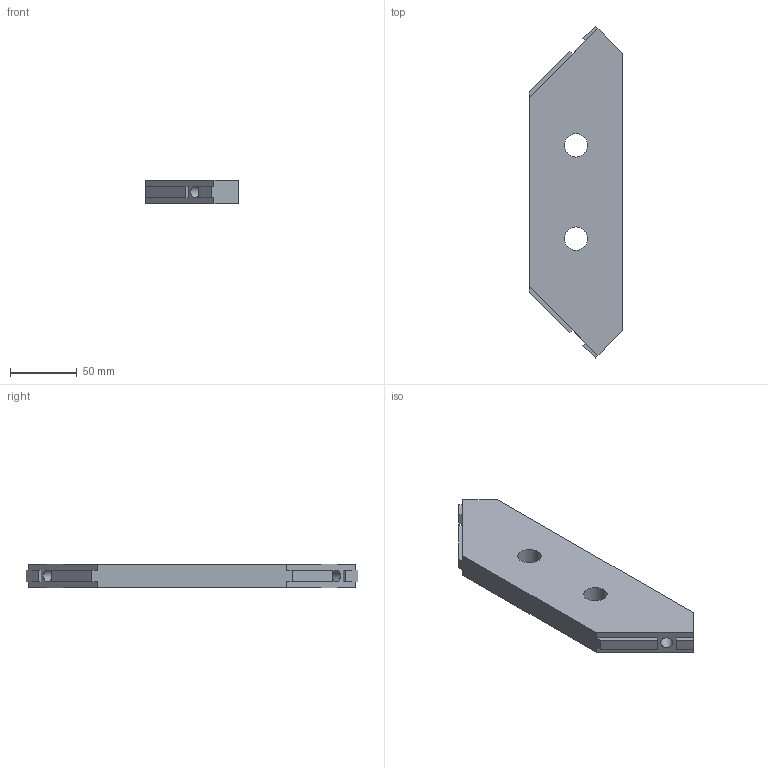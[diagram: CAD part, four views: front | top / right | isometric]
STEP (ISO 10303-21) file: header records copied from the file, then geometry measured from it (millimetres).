
FILE_DESCRIPTION(('STEP AP203'),'2;1');
FILE_NAME('30.109.00.stp','2011-03-07T09:54:41',(''),(''),'2009.3.110','THINKDESIGN','');
FILE_SCHEMA(('CONFIG_CONTROL_DESIGN'));
Length unit declared in the file: millimetre
Bounding box: 70 x 249.24 x 18 mm (x, y, z)
Volume: 238197.6 mm3; surface area: 43042.3 mm2
Topology: 1 solids, 1 shells, 32 faces, 96 edges, 68 vertices
Faces by surface type: plane 26, cylinder 6
Full cylindrical faces by diameter (mm): 9 x2, 16 x2, 17.5 x2
Entity records: 1209 total; most frequent: CARTESIAN_POINT 196, ORIENTED_EDGE 192, DIRECTION 184, EDGE_CURVE 96, VECTOR 72, LINE 72, VERTEX_POINT 68, AXIS2_PLACEMENT_3D 56
